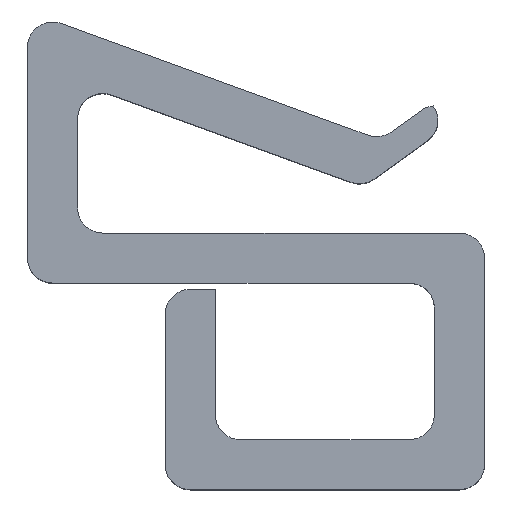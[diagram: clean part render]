
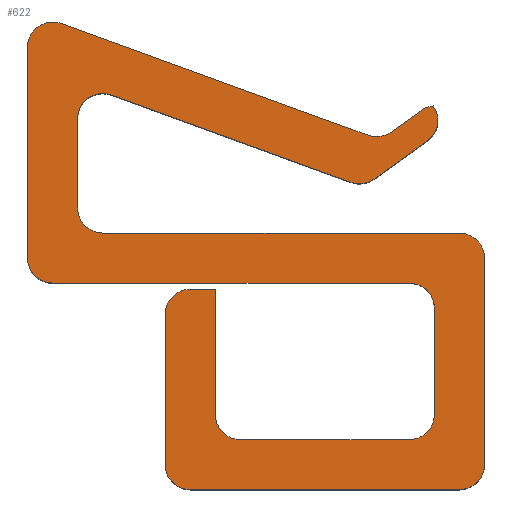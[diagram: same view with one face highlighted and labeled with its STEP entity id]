
A CAD part, top view. The second image highlights one B-rep face of the part: STEP entity #622.
In plain terms, the highlighted planar face has unit normal (0, 0, 1).
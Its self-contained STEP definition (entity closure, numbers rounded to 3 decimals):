
#31=PLANE('',#698);
#63=FACE_OUTER_BOUND('',#95,.T.);
#95=EDGE_LOOP('',(#546,#547,#548,#549,#550,#551,#552,#553,#554,#555,#556,
#557,#558,#559,#560,#561,#562,#563,#564,#565,#566,#567,#568,#569,#570,#571,
#572,#573,#574,#575));
#100=LINE('',#900,#160);
#118=LINE('',#966,#178);
#124=LINE('',#985,#184);
#129=LINE('',#998,#189);
#133=LINE('',#1008,#193);
#136=LINE('',#1016,#196);
#139=LINE('',#1024,#199);
#142=LINE('',#1032,#202);
#145=LINE('',#1040,#205);
#148=LINE('',#1049,#208);
#151=LINE('',#1058,#211);
#152=LINE('',#1060,#212);
#153=LINE('',#1062,#213);
#154=LINE('',#1064,#214);
#155=LINE('',#1066,#215);
#160=VECTOR('',#713,10.);
#178=VECTOR('',#767,10.);
#184=VECTOR('',#787,10.);
#189=VECTOR('',#802,10.);
#193=VECTOR('',#812,10.);
#196=VECTOR('',#821,10.);
#199=VECTOR('',#830,10.);
#202=VECTOR('',#839,10.);
#205=VECTOR('',#848,10.);
#208=VECTOR('',#857,10.);
#211=VECTOR('',#870,10.);
#212=VECTOR('',#873,10.);
#213=VECTOR('',#876,10.);
#214=VECTOR('',#879,10.);
#215=VECTOR('',#882,10.);
#216=CIRCLE('',#638,0.8);
#232=CIRCLE('',#657,0.8);
#233=CIRCLE('',#660,0.8);
#234=CIRCLE('',#662,0.8);
#235=CIRCLE('',#664,0.8);
#236=CIRCLE('',#667,0.8);
#237=CIRCLE('',#669,0.8);
#238=CIRCLE('',#672,0.8);
#239=CIRCLE('',#675,0.8);
#240=CIRCLE('',#678,0.8);
#241=CIRCLE('',#681,0.8);
#242=CIRCLE('',#684,0.8);
#243=CIRCLE('',#687,0.8);
#244=CIRCLE('',#690,0.8);
#245=CIRCLE('',#692,0.8);
#246=VERTEX_POINT('',#887);
#247=VERTEX_POINT('',#888);
#251=VERTEX_POINT('',#898);
#279=VERTEX_POINT('',#958);
#280=VERTEX_POINT('',#960);
#281=VERTEX_POINT('',#964);
#282=VERTEX_POINT('',#968);
#283=VERTEX_POINT('',#970);
#284=VERTEX_POINT('',#974);
#285=VERTEX_POINT('',#978);
#286=VERTEX_POINT('',#979);
#287=VERTEX_POINT('',#984);
#288=VERTEX_POINT('',#988);
#289=VERTEX_POINT('',#992);
#290=VERTEX_POINT('',#996);
#291=VERTEX_POINT('',#1000);
#292=VERTEX_POINT('',#1002);
#293=VERTEX_POINT('',#1006);
#294=VERTEX_POINT('',#1010);
#295=VERTEX_POINT('',#1012);
#296=VERTEX_POINT('',#1018);
#297=VERTEX_POINT('',#1022);
#298=VERTEX_POINT('',#1026);
#299=VERTEX_POINT('',#1028);
#300=VERTEX_POINT('',#1034);
#301=VERTEX_POINT('',#1035);
#302=VERTEX_POINT('',#1042);
#303=VERTEX_POINT('',#1043);
#304=VERTEX_POINT('',#1048);
#305=VERTEX_POINT('',#1054);
#306=EDGE_CURVE('',#246,#247,#216,.T.);
#312=EDGE_CURVE('',#246,#251,#100,.T.);
#342=EDGE_CURVE('',#279,#280,#232,.T.);
#345=EDGE_CURVE('',#279,#281,#118,.T.);
#347=EDGE_CURVE('',#282,#283,#233,.T.);
#349=EDGE_CURVE('',#283,#284,#234,.T.);
#351=EDGE_CURVE('',#285,#286,#235,.T.);
#354=EDGE_CURVE('',#287,#286,#124,.T.);
#356=EDGE_CURVE('',#287,#288,#236,.T.);
#358=EDGE_CURVE('',#289,#281,#237,.T.);
#361=EDGE_CURVE('',#289,#290,#129,.T.);
#363=EDGE_CURVE('',#291,#292,#238,.T.);
#366=EDGE_CURVE('',#291,#293,#133,.T.);
#368=EDGE_CURVE('',#294,#295,#239,.T.);
#370=EDGE_CURVE('',#294,#292,#136,.T.);
#372=EDGE_CURVE('',#296,#293,#240,.T.);
#374=EDGE_CURVE('',#296,#297,#139,.T.);
#376=EDGE_CURVE('',#298,#299,#241,.T.);
#378=EDGE_CURVE('',#298,#288,#142,.T.);
#379=EDGE_CURVE('',#300,#301,#242,.T.);
#382=EDGE_CURVE('',#300,#299,#145,.T.);
#383=EDGE_CURVE('',#302,#303,#243,.T.);
#386=EDGE_CURVE('',#304,#303,#148,.T.);
#388=EDGE_CURVE('',#304,#251,#244,.T.);
#389=EDGE_CURVE('',#305,#290,#245,.T.);
#391=EDGE_CURVE('',#297,#247,#151,.T.);
#392=EDGE_CURVE('',#305,#295,#152,.T.);
#393=EDGE_CURVE('',#282,#280,#153,.T.);
#394=EDGE_CURVE('',#285,#284,#154,.T.);
#395=EDGE_CURVE('',#302,#301,#155,.T.);
#546=ORIENTED_EDGE('',*,*,#306,.F.);
#547=ORIENTED_EDGE('',*,*,#312,.T.);
#548=ORIENTED_EDGE('',*,*,#388,.F.);
#549=ORIENTED_EDGE('',*,*,#386,.T.);
#550=ORIENTED_EDGE('',*,*,#383,.F.);
#551=ORIENTED_EDGE('',*,*,#395,.T.);
#552=ORIENTED_EDGE('',*,*,#379,.F.);
#553=ORIENTED_EDGE('',*,*,#382,.T.);
#554=ORIENTED_EDGE('',*,*,#376,.F.);
#555=ORIENTED_EDGE('',*,*,#378,.T.);
#556=ORIENTED_EDGE('',*,*,#356,.F.);
#557=ORIENTED_EDGE('',*,*,#354,.T.);
#558=ORIENTED_EDGE('',*,*,#351,.F.);
#559=ORIENTED_EDGE('',*,*,#394,.T.);
#560=ORIENTED_EDGE('',*,*,#349,.F.);
#561=ORIENTED_EDGE('',*,*,#347,.F.);
#562=ORIENTED_EDGE('',*,*,#393,.T.);
#563=ORIENTED_EDGE('',*,*,#342,.F.);
#564=ORIENTED_EDGE('',*,*,#345,.T.);
#565=ORIENTED_EDGE('',*,*,#358,.F.);
#566=ORIENTED_EDGE('',*,*,#361,.T.);
#567=ORIENTED_EDGE('',*,*,#389,.F.);
#568=ORIENTED_EDGE('',*,*,#392,.T.);
#569=ORIENTED_EDGE('',*,*,#368,.F.);
#570=ORIENTED_EDGE('',*,*,#370,.T.);
#571=ORIENTED_EDGE('',*,*,#363,.F.);
#572=ORIENTED_EDGE('',*,*,#366,.T.);
#573=ORIENTED_EDGE('',*,*,#372,.F.);
#574=ORIENTED_EDGE('',*,*,#374,.T.);
#575=ORIENTED_EDGE('',*,*,#391,.T.);
#622=ADVANCED_FACE('',(#63),#31,.T.);
#638=AXIS2_PLACEMENT_3D('',#889,#703,#704);
#657=AXIS2_PLACEMENT_3D('',#961,#761,#762);
#660=AXIS2_PLACEMENT_3D('',#971,#771,#772);
#662=AXIS2_PLACEMENT_3D('',#975,#776,#777);
#664=AXIS2_PLACEMENT_3D('',#980,#781,#782);
#667=AXIS2_PLACEMENT_3D('',#989,#791,#792);
#669=AXIS2_PLACEMENT_3D('',#993,#796,#797);
#672=AXIS2_PLACEMENT_3D('',#1003,#806,#807);
#675=AXIS2_PLACEMENT_3D('',#1013,#816,#817);
#678=AXIS2_PLACEMENT_3D('',#1020,#825,#826);
#681=AXIS2_PLACEMENT_3D('',#1029,#834,#835);
#684=AXIS2_PLACEMENT_3D('',#1036,#842,#843);
#687=AXIS2_PLACEMENT_3D('',#1044,#851,#852);
#690=AXIS2_PLACEMENT_3D('',#1052,#861,#862);
#692=AXIS2_PLACEMENT_3D('',#1055,#865,#866);
#698=AXIS2_PLACEMENT_3D('',#1067,#883,#884);
#703=DIRECTION('center_axis',(0.,0.,-1.));
#704=DIRECTION('ref_axis',(-0.707,0.707,0.));
#713=DIRECTION('',(0.,-1.,0.));
#761=DIRECTION('center_axis',(0.,0.,1.));
#762=DIRECTION('ref_axis',(0.136,-0.991,0.));
#767=DIRECTION('',(-0.94,0.342,0.));
#771=DIRECTION('center_axis',(0.,0.,-1.));
#772=DIRECTION('ref_axis',(-0.108,0.994,0.));
#776=DIRECTION('center_axis',(0.,0.,-1.));
#777=DIRECTION('ref_axis',(0.987,-0.163,0.));
#781=DIRECTION('center_axis',(0.,0.,-1.));
#782=DIRECTION('ref_axis',(0.136,-0.991,0.));
#787=DIRECTION('',(0.94,-0.342,0.));
#791=DIRECTION('center_axis',(0.,0.,1.));
#792=DIRECTION('ref_axis',(-0.574,0.819,0.));
#796=DIRECTION('center_axis',(0.,0.,-1.));
#797=DIRECTION('ref_axis',(-0.574,0.819,0.));
#802=DIRECTION('',(0.,-1.,0.));
#806=DIRECTION('center_axis',(0.,0.,1.));
#807=DIRECTION('ref_axis',(0.707,-0.707,0.));
#812=DIRECTION('',(-1.,0.,0.));
#816=DIRECTION('center_axis',(0.,0.,1.));
#817=DIRECTION('ref_axis',(0.707,0.707,0.));
#821=DIRECTION('',(0.,-1.,0.));
#825=DIRECTION('center_axis',(0.,0.,1.));
#826=DIRECTION('ref_axis',(-0.707,-0.707,0.));
#830=DIRECTION('',(0.,1.,0.));
#834=DIRECTION('center_axis',(0.,0.,1.));
#835=DIRECTION('ref_axis',(-0.707,-0.707,0.));
#839=DIRECTION('',(0.,1.,0.));
#842=DIRECTION('center_axis',(0.,0.,-1.));
#843=DIRECTION('ref_axis',(0.707,0.707,0.));
#848=DIRECTION('',(-1.,0.,0.));
#851=DIRECTION('center_axis',(0.,0.,-1.));
#852=DIRECTION('ref_axis',(0.707,-0.707,0.));
#857=DIRECTION('',(1.,0.,0.));
#861=DIRECTION('center_axis',(0.,0.,-1.));
#862=DIRECTION('ref_axis',(-0.707,-0.707,0.));
#865=DIRECTION('center_axis',(0.,0.,-1.));
#866=DIRECTION('ref_axis',(-0.707,-0.707,0.));
#870=DIRECTION('',(-1.,0.,0.));
#873=DIRECTION('',(1.,0.,0.));
#876=DIRECTION('',(-0.813,-0.583,0.));
#879=DIRECTION('',(0.813,0.583,0.));
#882=DIRECTION('',(0.,1.,0.));
#883=DIRECTION('center_axis',(0.,0.,1.));
#884=DIRECTION('ref_axis',(1.,0.,0.));
#887=CARTESIAN_POINT('',(-6.876,-5.581,7.));
#888=CARTESIAN_POINT('',(-6.076,-4.781,7.));
#889=CARTESIAN_POINT('Origin',(-6.076,-5.581,7.));
#898=CARTESIAN_POINT('',(-6.876,-10.381,7.));
#900=CARTESIAN_POINT('',(-6.876,-11.181,7.));
#958=CARTESIAN_POINT('',(-0.397,0.144,7.));
#960=CARTESIAN_POINT('',(0.343,0.246,7.));
#961=CARTESIAN_POINT('Origin',(-0.123,0.896,7.));
#964=CARTESIAN_POINT('',(-10.203,3.713,7.));
#966=CARTESIAN_POINT('',(0.,0.,7.));
#968=CARTESIAN_POINT('',(1.306,0.936,7.));
#970=CARTESIAN_POINT('',(1.686,1.081,7.));
#971=CARTESIAN_POINT('Origin',(1.772,0.286,7.));
#974=CARTESIAN_POINT('',(1.502,-0.035,7.));
#975=CARTESIAN_POINT('Origin',(1.036,0.615,7.));
#978=CARTESIAN_POINT('',(-0.204,-1.258,7.));
#979=CARTESIAN_POINT('',(-0.944,-1.359,7.));
#980=CARTESIAN_POINT('Origin',(-0.67,-0.607,7.));
#984=CARTESIAN_POINT('',(-8.603,1.428,7.));
#985=CARTESIAN_POINT('',(-9.676,1.819,7.));
#988=CARTESIAN_POINT('',(-9.676,0.677,7.));
#989=CARTESIAN_POINT('Origin',(-8.876,0.677,7.));
#992=CARTESIAN_POINT('',(-11.276,2.962,7.));
#993=CARTESIAN_POINT('Origin',(-10.476,2.962,7.));
#996=CARTESIAN_POINT('',(-11.276,-3.781,7.));
#998=CARTESIAN_POINT('',(-11.276,4.104,7.));
#1000=CARTESIAN_POINT('',(0.924,-9.581,7.));
#1002=CARTESIAN_POINT('',(1.724,-8.781,7.));
#1003=CARTESIAN_POINT('Origin',(0.924,-8.781,7.));
#1006=CARTESIAN_POINT('',(-4.476,-9.581,7.));
#1008=CARTESIAN_POINT('',(1.724,-9.581,7.));
#1010=CARTESIAN_POINT('',(1.724,-5.381,7.));
#1012=CARTESIAN_POINT('',(0.924,-4.581,7.));
#1013=CARTESIAN_POINT('Origin',(0.924,-5.381,7.));
#1016=CARTESIAN_POINT('',(1.724,-4.581,7.));
#1018=CARTESIAN_POINT('',(-5.276,-8.781,7.));
#1020=CARTESIAN_POINT('Origin',(-4.476,-8.781,7.));
#1022=CARTESIAN_POINT('',(-5.276,-4.781,7.));
#1024=CARTESIAN_POINT('',(-5.276,-4.781,7.));
#1026=CARTESIAN_POINT('',(-9.676,-2.181,7.));
#1028=CARTESIAN_POINT('',(-8.876,-2.981,7.));
#1029=CARTESIAN_POINT('Origin',(-8.876,-2.181,7.));
#1032=CARTESIAN_POINT('',(-9.676,-2.981,7.));
#1034=CARTESIAN_POINT('',(2.524,-2.981,7.));
#1035=CARTESIAN_POINT('',(3.324,-3.781,7.));
#1036=CARTESIAN_POINT('Origin',(2.524,-3.781,7.));
#1040=CARTESIAN_POINT('',(3.324,-2.981,7.));
#1042=CARTESIAN_POINT('',(3.324,-10.381,7.));
#1043=CARTESIAN_POINT('',(2.524,-11.181,7.));
#1044=CARTESIAN_POINT('Origin',(2.524,-10.381,7.));
#1048=CARTESIAN_POINT('',(-6.076,-11.181,7.));
#1049=CARTESIAN_POINT('',(-6.876,-11.181,7.));
#1052=CARTESIAN_POINT('Origin',(-6.076,-10.381,7.));
#1054=CARTESIAN_POINT('',(-10.476,-4.581,7.));
#1055=CARTESIAN_POINT('Origin',(-10.476,-3.781,7.));
#1058=CARTESIAN_POINT('',(-6.876,-4.781,7.));
#1060=CARTESIAN_POINT('',(-11.276,-4.581,7.));
#1062=CARTESIAN_POINT('',(1.626,1.165,7.));
#1064=CARTESIAN_POINT('',(-0.547,-1.504,7.));
#1066=CARTESIAN_POINT('',(3.324,-11.181,7.));
#1067=CARTESIAN_POINT('Origin',(-3.976,-3.538,7.));
